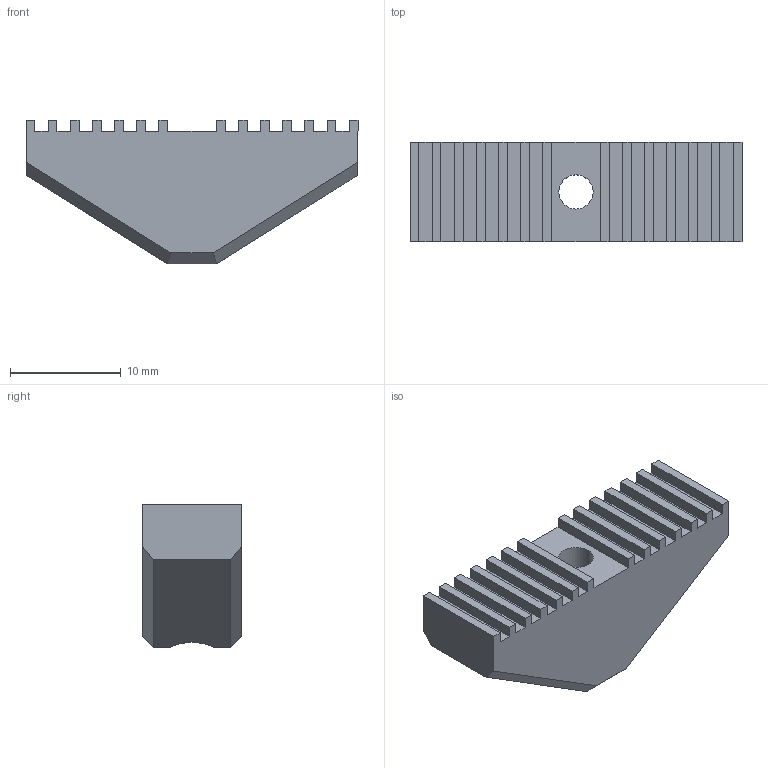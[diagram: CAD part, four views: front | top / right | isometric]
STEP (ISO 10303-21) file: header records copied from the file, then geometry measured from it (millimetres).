
FILE_DESCRIPTION (( 'STEP AP203' ), '1' );
FILE_NAME ('GT2_belt_clamp.STEP', '2019-06-25T20:18:59', ( '' ), ( '' ), 'SwSTEP 2.0', 'SolidWorks 2018', '' );
FILE_SCHEMA (( 'CONFIG_CONTROL_DESIGN' ));
Length unit declared in the file: millimetre
Products named in the file (1): GT2_belt_clamp
Bounding box: 30 x 9 x 13 mm (x, y, z)
Volume: 2232.7 mm3; surface area: 1525.4 mm2
Topology: 1 solids, 1 shells, 73 faces, 209 edges, 138 vertices
Faces by surface type: plane 69, cylinder 4
Entity records: 2421 total; most frequent: CARTESIAN_POINT 436, ORIENTED_EDGE 418, DIRECTION 360, EDGE_CURVE 209, LINE 196, VECTOR 196, VERTEX_POINT 138, AXIS2_PLACEMENT_3D 82
